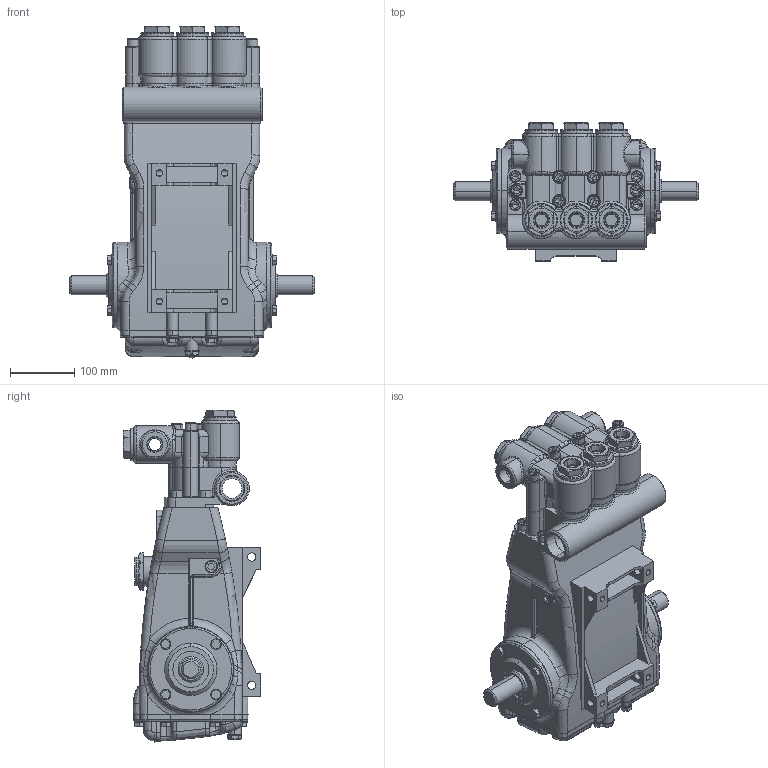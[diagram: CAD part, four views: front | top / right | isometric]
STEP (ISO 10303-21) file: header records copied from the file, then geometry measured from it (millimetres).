
FILE_DESCRIPTION (( 'STEP AP214' ), '1' );
FILE_NAME ('2510.STEP', '2008-04-30T16:58:58', ( ' ' ), ( ' ' ), 'SwSTEP 2.0', 'SolidWorks 2008', '' );
FILE_SCHEMA (( 'AUTOMOTIVE_DESIGN' ));
Length unit declared in the file: inch
Products named in the file (8): Socket Head Cap Screw_AM_B18.3.1M - 12 x 1.75 x 35 Hex SHCS -- 35NHX; Socket Head Cap Screw_AM_B18.3.1M - 12 x 1.75 x 80 Hex SHCS -- 36NHX; 25frame_drive_end; 2510; 120693; 48543; 48536; 816747
Assembly tree (20 placements, depth 3):
  2510
    Socket Head Cap Screw_AM_B18.3.1M - 12 x 1.75 x 80 Hex SHCS -- 36NHX  x6
    Socket Head Cap Screw_AM_B18.3.1M - 12 x 1.75 x 35 Hex SHCS -- 35NHX  x4
    816747
      48536
      120693  x6
      48543
    25frame_drive_end
Bounding box: 382.02 x 214.4 x 517.39 mm (x, y, z)
Volume: 13638850.5 mm3; surface area: 734350.4 mm2
Topology: 19 solids, 19 shells, 1665 faces, 3948 edges, 2382 vertices
Faces by surface type: plane 703, cylinder 465, torus 186, bspline 168, cone 134, sphere 9
Entity records: 55636 total; most frequent: CARTESIAN_POINT 19877, DIRECTION 6365, ORIENTED_EDGE 6310, EDGE_CURVE 3155, AXIS2_PLACEMENT_3D 2529, VERTEX_POINT 1934, EDGE_LOOP 1425, CIRCLE 1364
